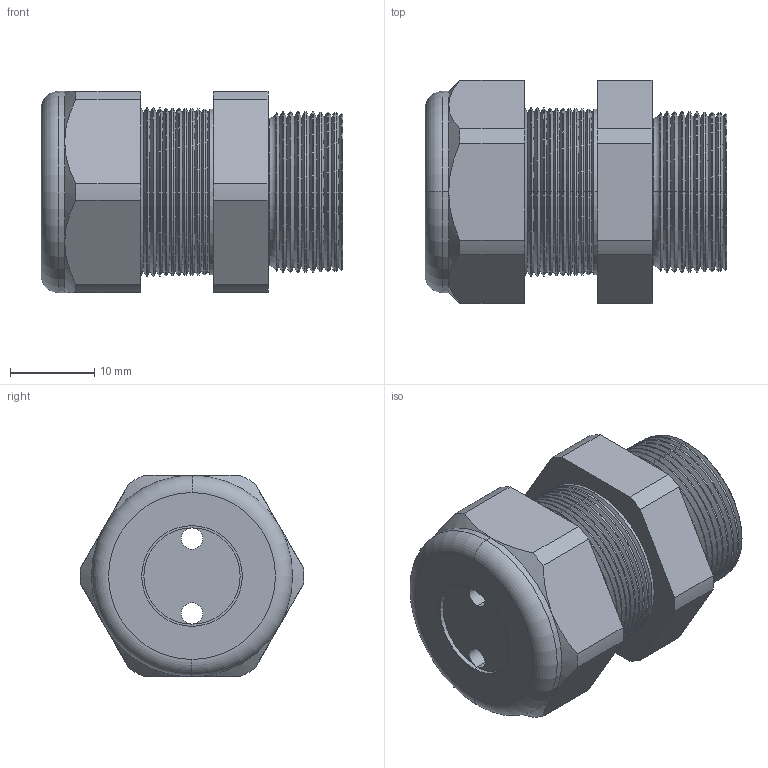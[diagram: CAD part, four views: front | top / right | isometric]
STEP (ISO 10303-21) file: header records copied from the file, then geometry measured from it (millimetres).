
FILE_DESCRIPTION (( 'STEP AP203' ), '1' );
FILE_NAME ('CD20M9-BK.STEP', '2008-11-06T11:23:07', ( 'bay06' ), ( '' ), 'SwSTEP 2.0', 'SolidWorks 2007', '' );
FILE_SCHEMA (( 'CONFIG_CONTROL_DESIGN' ));
Length unit declared in the file: inch
Products named in the file (1): CD20M9-BK
Bounding box: 35.81 x 26.49 x 23.88 mm (x, y, z)
Volume: 9535.1 mm3; surface area: 6357.2 mm2
Topology: 2 solids, 2 shells, 178 faces, 378 edges, 208 vertices
Faces by surface type: cone 128, cylinder 24, plane 20, torus 6
Entity records: 4849 total; most frequent: DIRECTION 914, CARTESIAN_POINT 853, ORIENTED_EDGE 756, EDGE_CURVE 378, AXIS2_PLACEMENT_3D 369, VERTEX_POINT 208, CIRCLE 190, EDGE_LOOP 188
